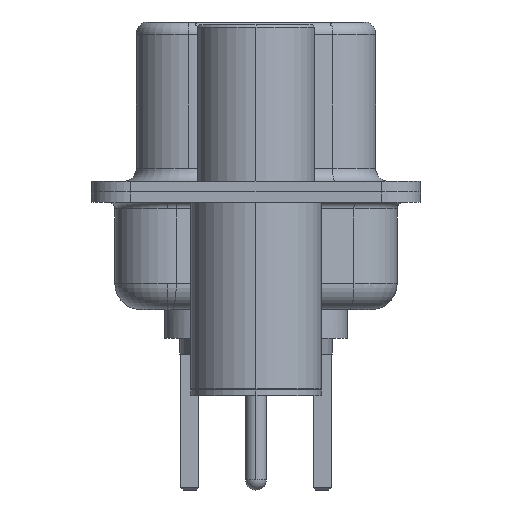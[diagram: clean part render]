
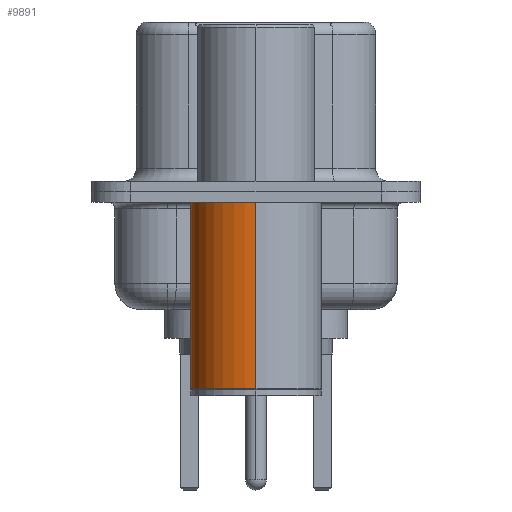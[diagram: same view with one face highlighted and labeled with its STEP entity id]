
A CAD part, left-side view. The second image highlights one B-rep face of the part: STEP entity #9891.
In plain terms, the highlighted cylindrical face has radius 2.5 mm (diameter 5 mm), a partial arc.
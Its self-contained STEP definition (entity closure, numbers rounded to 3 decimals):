
#1233 = EDGE_LOOP ( 'NONE', ( #3969, #19609, #15054, #5768 ) ) ;
#2721 = CARTESIAN_POINT ( 'NONE',  ( -2.5, 0., -0.4 ) ) ;
#3207 = CYLINDRICAL_SURFACE ( 'NONE', #17079, 2.5 ) ;
#3536 = VECTOR ( 'NONE', #7833, 1000. ) ;
#3733 = CARTESIAN_POINT ( 'NONE',  ( 0., 0., 0.581 ) ) ;
#3902 = DIRECTION ( 'NONE',  ( 0., 0., 1. ) ) ;
#3969 = ORIENTED_EDGE ( 'NONE', *, *, #23157, .T. ) ;
#4244 = AXIS2_PLACEMENT_3D ( 'NONE', #15909, #23981, #12005 ) ;
#5768 = ORIENTED_EDGE ( 'NONE', *, *, #19069, .F. ) ;
#7833 = DIRECTION ( 'NONE',  ( 0., 0., 1. ) ) ;
#7859 = FACE_OUTER_BOUND ( 'NONE', #1233, .T. ) ;
#7920 = CARTESIAN_POINT ( 'NONE',  ( -2.5, 0., 0.581 ) ) ;
#8249 = AXIS2_PLACEMENT_3D ( 'NONE', #24777, #12792, #10618 ) ;
#9891 = ADVANCED_FACE ( 'NONE', ( #7859 ), #3207, .T. ) ;
#10618 = DIRECTION ( 'NONE',  ( 1., 0., 0. ) ) ;
#10755 = CARTESIAN_POINT ( 'NONE',  ( 2.5, 0., -0.4 ) ) ;
#11556 = VERTEX_POINT ( 'NONE', #10755 ) ;
#11611 = CIRCLE ( 'NONE', #8249, 2.5 ) ;
#11718 = VERTEX_POINT ( 'NONE', #2721 ) ;
#11790 = CARTESIAN_POINT ( 'NONE',  ( -2.5, 0., -7.525 ) ) ;
#12005 = DIRECTION ( 'NONE',  ( 1., 0., 0. ) ) ;
#12014 = VECTOR ( 'NONE', #18706, 1000. ) ;
#12792 = DIRECTION ( 'NONE',  ( 0., 0., 1. ) ) ;
#13781 = EDGE_CURVE ( 'NONE', #11556, #11718, #11611, .T. ) ;
#15054 = ORIENTED_EDGE ( 'NONE', *, *, #13781, .F. ) ;
#15389 = CIRCLE ( 'NONE', #4244, 2.5 ) ;
#15672 = VERTEX_POINT ( 'NONE', #11790 ) ;
#15909 = CARTESIAN_POINT ( 'NONE',  ( 0., 0., -7.525 ) ) ;
#17079 = AXIS2_PLACEMENT_3D ( 'NONE', #3733, #3902, #25536 ) ;
#17606 = LINE ( 'NONE', #18190, #12014 ) ;
#18190 = CARTESIAN_POINT ( 'NONE',  ( 2.5, 0., 0.581 ) ) ;
#18706 = DIRECTION ( 'NONE',  ( 0., 0., 1. ) ) ;
#19069 = EDGE_CURVE ( 'NONE', #24781, #11556, #17606, .T. ) ;
#19508 = CARTESIAN_POINT ( 'NONE',  ( 2.5, 0., -7.525 ) ) ;
#19609 = ORIENTED_EDGE ( 'NONE', *, *, #24345, .T. ) ;
#20275 = LINE ( 'NONE', #7920, #3536 ) ;
#23157 = EDGE_CURVE ( 'NONE', #24781, #15672, #15389, .T. ) ;
#23981 = DIRECTION ( 'NONE',  ( 0., 0., 1. ) ) ;
#24345 = EDGE_CURVE ( 'NONE', #15672, #11718, #20275, .T. ) ;
#24777 = CARTESIAN_POINT ( 'NONE',  ( 0., 0., -0.4 ) ) ;
#24781 = VERTEX_POINT ( 'NONE', #19508 ) ;
#25536 = DIRECTION ( 'NONE',  ( 1., 0., 0. ) ) ;
